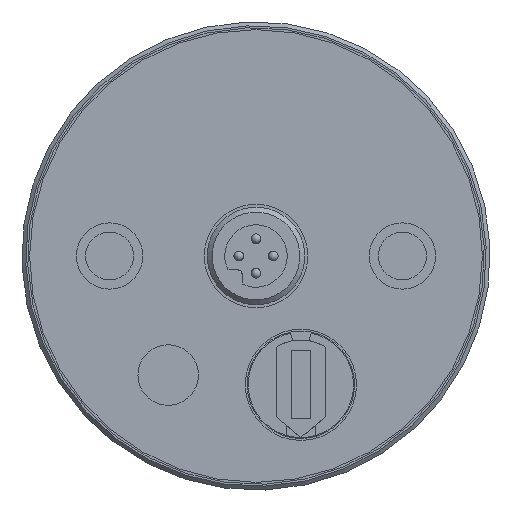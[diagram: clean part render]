
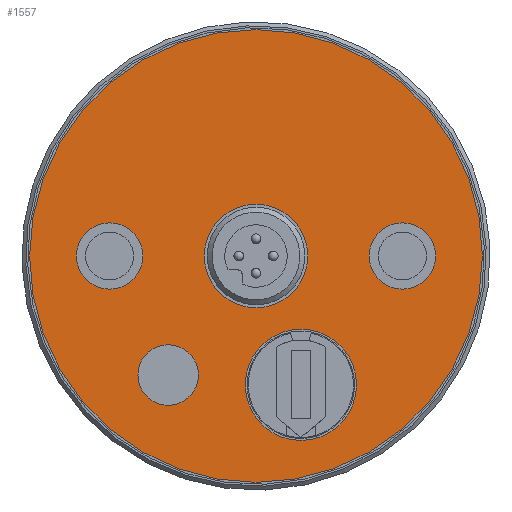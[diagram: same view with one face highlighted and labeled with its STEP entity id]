
A CAD part, front view. The second image highlights one B-rep face of the part: STEP entity #1557.
In plain terms, the highlighted planar face has unit normal (0, -1, 0).
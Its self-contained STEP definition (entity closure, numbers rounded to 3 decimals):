
#200=FACE_BOUND('',#433,.T.);
#201=FACE_BOUND('',#434,.T.);
#202=FACE_BOUND('',#435,.T.);
#203=FACE_BOUND('',#436,.T.);
#204=FACE_BOUND('',#437,.T.);
#302=FACE_OUTER_BOUND('',#432,.T.);
#432=EDGE_LOOP('',(#1064));
#433=EDGE_LOOP('',(#1065));
#434=EDGE_LOOP('',(#1066));
#435=EDGE_LOOP('',(#1067));
#436=EDGE_LOOP('',(#1068));
#437=EDGE_LOOP('',(#1069));
#638=CIRCLE('',#1686,2.85);
#639=CIRCLE('',#1688,2.65);
#641=CIRCLE('',#1691,1.7);
#643=CIRCLE('',#1694,1.7);
#644=CIRCLE('',#1696,1.55);
#645=CIRCLE('',#1698,11.6);
#748=VERTEX_POINT('',#2450);
#749=VERTEX_POINT('',#2453);
#751=VERTEX_POINT('',#2458);
#753=VERTEX_POINT('',#2463);
#754=VERTEX_POINT('',#2466);
#755=VERTEX_POINT('',#2469);
#887=EDGE_CURVE('',#748,#748,#638,.T.);
#888=EDGE_CURVE('',#749,#749,#639,.T.);
#890=EDGE_CURVE('',#751,#751,#641,.T.);
#892=EDGE_CURVE('',#753,#753,#643,.T.);
#893=EDGE_CURVE('',#754,#754,#644,.T.);
#894=EDGE_CURVE('',#755,#755,#645,.T.);
#1064=ORIENTED_EDGE('',*,*,#894,.F.);
#1065=ORIENTED_EDGE('',*,*,#887,.T.);
#1066=ORIENTED_EDGE('',*,*,#888,.T.);
#1067=ORIENTED_EDGE('',*,*,#890,.T.);
#1068=ORIENTED_EDGE('',*,*,#892,.T.);
#1069=ORIENTED_EDGE('',*,*,#893,.T.);
#1371=PLANE('',#1699);
#1557=ADVANCED_FACE('',(#302,#200,#201,#202,#203,#204),#1371,.F.);
#1686=AXIS2_PLACEMENT_3D('',#2451,#1937,#1938);
#1688=AXIS2_PLACEMENT_3D('',#2454,#1941,#1942);
#1691=AXIS2_PLACEMENT_3D('',#2459,#1947,#1948);
#1694=AXIS2_PLACEMENT_3D('',#2464,#1953,#1954);
#1696=AXIS2_PLACEMENT_3D('',#2467,#1957,#1958);
#1698=AXIS2_PLACEMENT_3D('',#2470,#1961,#1962);
#1699=AXIS2_PLACEMENT_3D('',#2471,#1963,#1964);
#1937=DIRECTION('center_axis',(0.,1.,0.));
#1938=DIRECTION('ref_axis',(1.,0.,0.));
#1941=DIRECTION('center_axis',(0.,1.,0.));
#1942=DIRECTION('ref_axis',(1.,0.,0.));
#1947=DIRECTION('center_axis',(0.,1.,0.));
#1948=DIRECTION('ref_axis',(1.,0.,0.));
#1953=DIRECTION('center_axis',(0.,1.,0.));
#1954=DIRECTION('ref_axis',(1.,0.,0.));
#1957=DIRECTION('center_axis',(0.,1.,0.));
#1958=DIRECTION('ref_axis',(1.,0.,0.));
#1961=DIRECTION('center_axis',(0.,1.,0.));
#1962=DIRECTION('ref_axis',(1.,0.,0.));
#1963=DIRECTION('center_axis',(0.,1.,0.));
#1964=DIRECTION('ref_axis',(1.,0.,0.));
#2450=CARTESIAN_POINT('',(-0.545,-26.09,-6.6));
#2451=CARTESIAN_POINT('Origin',(2.305,-26.09,-6.6));
#2453=CARTESIAN_POINT('',(-2.645,-26.09,0.));
#2454=CARTESIAN_POINT('Origin',(0.005,-26.09,0.));
#2458=CARTESIAN_POINT('',(-9.195,-26.09,0.));
#2459=CARTESIAN_POINT('Origin',(-7.495,-26.09,0.));
#2463=CARTESIAN_POINT('',(5.805,-26.09,0.));
#2464=CARTESIAN_POINT('Origin',(7.505,-26.09,0.));
#2466=CARTESIAN_POINT('',(-6.045,-26.09,-6.1));
#2467=CARTESIAN_POINT('Origin',(-4.495,-26.09,-6.1));
#2469=CARTESIAN_POINT('',(-11.595,-26.09,0.));
#2470=CARTESIAN_POINT('Origin',(0.005,-26.09,0.));
#2471=CARTESIAN_POINT('Origin',(0.005,-26.09,0.));
